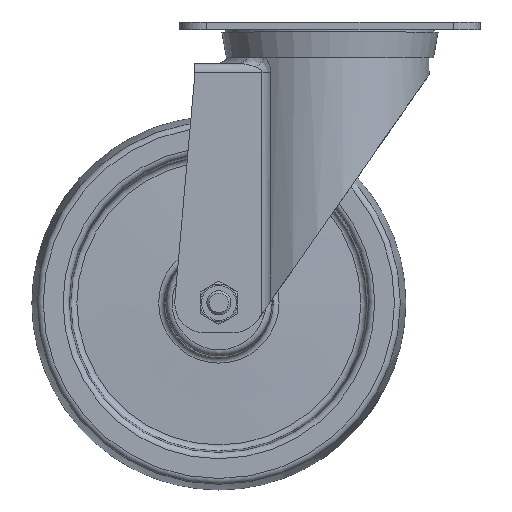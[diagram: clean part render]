
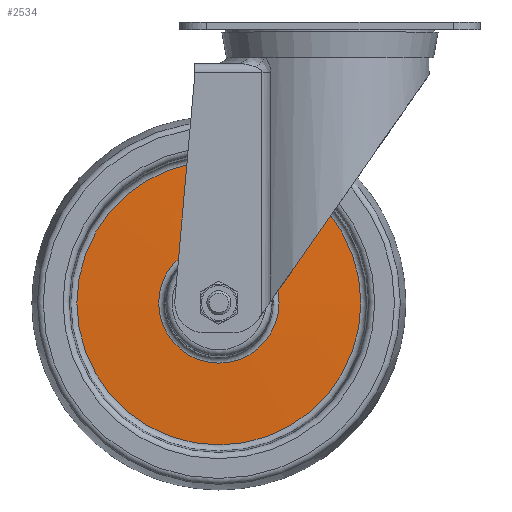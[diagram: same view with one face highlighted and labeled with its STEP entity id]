
A CAD part, top view. The second image highlights one B-rep face of the part: STEP entity #2534.
In plain terms, the highlighted conical face has half-angle 88 degrees and reference radius 33.655 mm.
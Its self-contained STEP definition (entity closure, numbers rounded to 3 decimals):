
#78=CONICAL_SURFACE('',#2852,33.655,1.536);
#317=FACE_OUTER_BOUND('',#488,.T.);
#488=EDGE_LOOP('',(#2137,#2138,#2139,#2140,#2141,#2142));
#651=CIRCLE('',#2850,47.277);
#652=CIRCLE('',#2851,47.277);
#653=CIRCLE('',#2853,20.033);
#654=CIRCLE('',#2854,20.033);
#800=LINE('',#4633,#929);
#929=VECTOR('',#3574,33.655);
#1136=VERTEX_POINT('',#4626);
#1137=VERTEX_POINT('',#4628);
#1138=VERTEX_POINT('',#4632);
#1139=VERTEX_POINT('',#4634);
#1474=EDGE_CURVE('',#1136,#1137,#651,.T.);
#1475=EDGE_CURVE('',#1137,#1136,#652,.T.);
#1476=EDGE_CURVE('',#1137,#1138,#800,.T.);
#1477=EDGE_CURVE('',#1138,#1139,#653,.T.);
#1478=EDGE_CURVE('',#1139,#1138,#654,.T.);
#2137=ORIENTED_EDGE('',*,*,#1475,.F.);
#2138=ORIENTED_EDGE('',*,*,#1476,.T.);
#2139=ORIENTED_EDGE('',*,*,#1477,.T.);
#2140=ORIENTED_EDGE('',*,*,#1478,.T.);
#2141=ORIENTED_EDGE('',*,*,#1476,.F.);
#2142=ORIENTED_EDGE('',*,*,#1474,.F.);
#2534=ADVANCED_FACE('',(#317),#78,.T.);
#2850=AXIS2_PLACEMENT_3D('',#4629,#3568,#3569);
#2851=AXIS2_PLACEMENT_3D('',#4630,#3570,#3571);
#2852=AXIS2_PLACEMENT_3D('',#4631,#3572,#3573);
#2853=AXIS2_PLACEMENT_3D('',#4635,#3575,#3576);
#2854=AXIS2_PLACEMENT_3D('',#4636,#3577,#3578);
#3568=DIRECTION('center_axis',(0.,0.,-1.));
#3569=DIRECTION('ref_axis',(1.,0.,0.));
#3570=DIRECTION('center_axis',(0.,0.,-1.));
#3571=DIRECTION('ref_axis',(1.,0.,0.));
#3572=DIRECTION('center_axis',(0.,0.,-1.));
#3573=DIRECTION('ref_axis',(1.,0.,0.));
#3574=DIRECTION('',(0.999,0.,0.035));
#3575=DIRECTION('center_axis',(0.,0.,-1.));
#3576=DIRECTION('ref_axis',(1.,0.,0.));
#3577=DIRECTION('center_axis',(0.,0.,-1.));
#3578=DIRECTION('ref_axis',(1.,0.,0.));
#4626=CARTESIAN_POINT('',(47.277,0.,3.099));
#4628=CARTESIAN_POINT('',(-47.277,0.,3.099));
#4629=CARTESIAN_POINT('Origin',(0.,0.,3.099));
#4630=CARTESIAN_POINT('Origin',(0.,0.,3.099));
#4631=CARTESIAN_POINT('Origin',(0.,0.,3.575));
#4632=CARTESIAN_POINT('',(-20.033,0.,4.05));
#4633=CARTESIAN_POINT('',(-33.655,0.,3.575));
#4634=CARTESIAN_POINT('',(20.033,0.,4.05));
#4635=CARTESIAN_POINT('Origin',(0.,0.,4.05));
#4636=CARTESIAN_POINT('Origin',(0.,0.,4.05));
